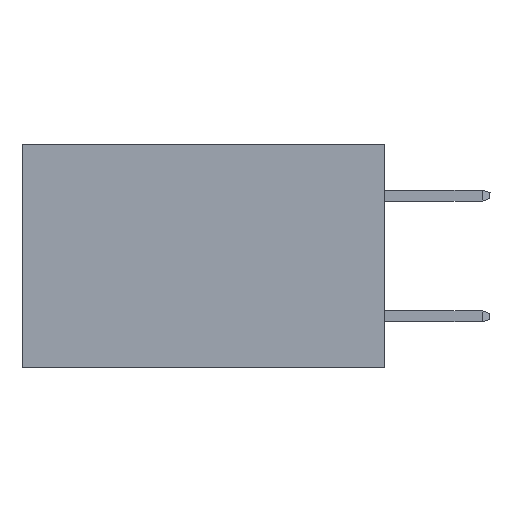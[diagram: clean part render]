
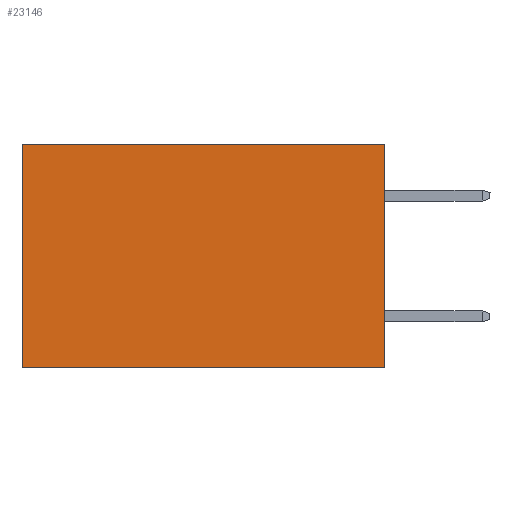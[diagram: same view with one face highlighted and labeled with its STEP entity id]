
A CAD part, left-side view. The second image highlights one B-rep face of the part: STEP entity #23146.
In plain terms, the highlighted planar face has unit normal (-1, 0, 0).
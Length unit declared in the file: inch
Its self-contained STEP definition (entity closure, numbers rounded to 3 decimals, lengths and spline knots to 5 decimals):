
#457 = VERTEX_POINT ( 'NONE', #31019 ) ;
#697 = DIRECTION ( 'NONE',  ( 0., 1., 0. ) ) ;
#1125 = VECTOR ( 'NONE', #19659, 39.37008 ) ;
#1347 = CARTESIAN_POINT ( 'NONE',  ( 0.298, 0., 0. ) ) ;
#1881 = LINE ( 'NONE', #5212, #1125 ) ;
#2477 = VECTOR ( 'NONE', #697, 39.37008 ) ;
#3024 = EDGE_CURVE ( 'NONE', #3863, #11782, #20325, .T. ) ;
#3460 = ORIENTED_EDGE ( 'NONE', *, *, #3024, .F. ) ;
#3863 = VERTEX_POINT ( 'NONE', #6200 ) ;
#4832 = AXIS2_PLACEMENT_3D ( 'NONE', #28380, #14037, #30740 ) ;
#5049 = LINE ( 'NONE', #21613, #17098 ) ;
#5118 = FACE_OUTER_BOUND ( 'NONE', #13028, .T. ) ;
#5212 = CARTESIAN_POINT ( 'NONE',  ( 0.298, 0., -0.37 ) ) ;
#6200 = CARTESIAN_POINT ( 'NONE',  ( 0.298, 0., 0. ) ) ;
#7098 = VERTEX_POINT ( 'NONE', #22884 ) ;
#7495 = VECTOR ( 'NONE', #18590, 39.37008 ) ;
#8898 = LINE ( 'NONE', #1347, #2477 ) ;
#9932 = CARTESIAN_POINT ( 'NONE',  ( 0.298, 0., 0. ) ) ;
#11782 = VERTEX_POINT ( 'NONE', #20818 ) ;
#11997 = DIRECTION ( 'NONE',  ( 0., 0., -1. ) ) ;
#13028 = EDGE_LOOP ( 'NONE', ( #27453, #23408, #3460, #30221 ) ) ;
#13204 = EDGE_CURVE ( 'NONE', #3863, #7098, #8898, .T. ) ;
#14037 = DIRECTION ( 'NONE',  ( 1., 0., 0. ) ) ;
#15341 = EDGE_CURVE ( 'NONE', #7098, #457, #5049, .T. ) ;
#16350 = PLANE ( 'NONE',  #4832 ) ;
#17098 = VECTOR ( 'NONE', #11997, 39.37008 ) ;
#18590 = DIRECTION ( 'NONE',  ( 0., 0., -1. ) ) ;
#19659 = DIRECTION ( 'NONE',  ( 0., 1., 0. ) ) ;
#20325 = LINE ( 'NONE', #9932, #7495 ) ;
#20818 = CARTESIAN_POINT ( 'NONE',  ( 0.298, 0., -0.37 ) ) ;
#21613 = CARTESIAN_POINT ( 'NONE',  ( 0.298, 0.6, 0. ) ) ;
#22884 = CARTESIAN_POINT ( 'NONE',  ( 0.298, 0.6, 0. ) ) ;
#23146 = ADVANCED_FACE ( 'NONE', ( #5118 ), #16350, .F. ) ;
#23408 = ORIENTED_EDGE ( 'NONE', *, *, #25858, .F. ) ;
#25858 = EDGE_CURVE ( 'NONE', #11782, #457, #1881, .T. ) ;
#27453 = ORIENTED_EDGE ( 'NONE', *, *, #15341, .T. ) ;
#28380 = CARTESIAN_POINT ( 'NONE',  ( 0.298, 0., 0. ) ) ;
#30221 = ORIENTED_EDGE ( 'NONE', *, *, #13204, .T. ) ;
#30740 = DIRECTION ( 'NONE',  ( 0., 0., -1. ) ) ;
#31019 = CARTESIAN_POINT ( 'NONE',  ( 0.298, 0.6, -0.37 ) ) ;
